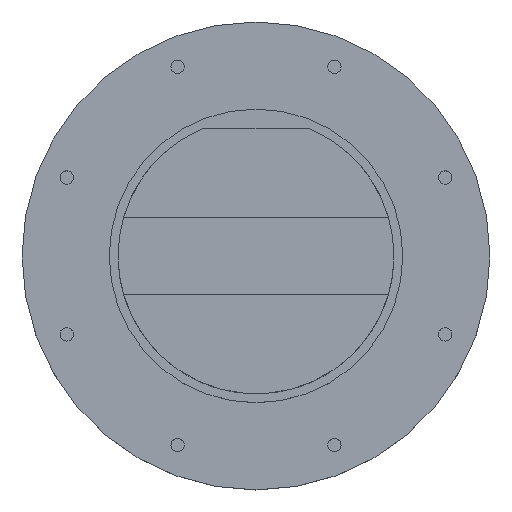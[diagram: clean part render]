
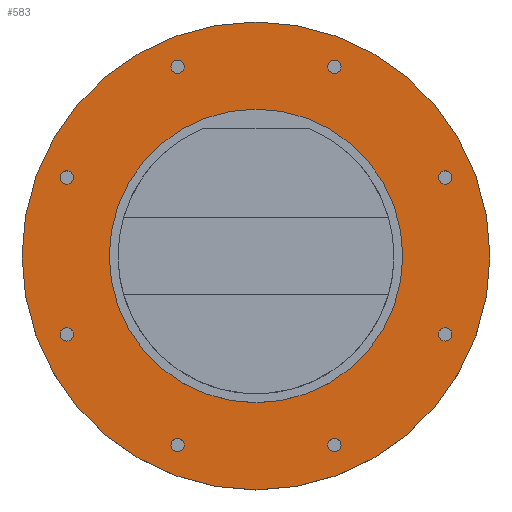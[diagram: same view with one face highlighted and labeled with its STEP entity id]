
A CAD part, top view. The second image highlights one B-rep face of the part: STEP entity #583.
In plain terms, the highlighted planar face has unit normal (0, 0, 1).
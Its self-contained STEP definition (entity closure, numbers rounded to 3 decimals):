
#32=FACE_BOUND('',#132,.T.);
#33=FACE_BOUND('',#133,.T.);
#34=FACE_BOUND('',#134,.T.);
#35=FACE_BOUND('',#135,.T.);
#36=FACE_BOUND('',#136,.T.);
#37=FACE_BOUND('',#137,.T.);
#38=FACE_BOUND('',#138,.T.);
#39=FACE_BOUND('',#139,.T.);
#40=FACE_BOUND('',#140,.T.);
#86=FACE_OUTER_BOUND('',#131,.T.);
#131=EDGE_LOOP('',(#473));
#132=EDGE_LOOP('',(#474));
#133=EDGE_LOOP('',(#475));
#134=EDGE_LOOP('',(#476));
#135=EDGE_LOOP('',(#477));
#136=EDGE_LOOP('',(#478));
#137=EDGE_LOOP('',(#479));
#138=EDGE_LOOP('',(#480));
#139=EDGE_LOOP('',(#481));
#140=EDGE_LOOP('',(#482));
#241=CIRCLE('',#646,191.);
#242=CIRCLE('',#649,8.75);
#244=CIRCLE('',#652,8.75);
#246=CIRCLE('',#655,8.75);
#248=CIRCLE('',#658,8.75);
#250=CIRCLE('',#661,8.75);
#252=CIRCLE('',#664,8.75);
#254=CIRCLE('',#667,8.75);
#256=CIRCLE('',#670,8.75);
#258=CIRCLE('',#673,304.5);
#289=VERTEX_POINT('',#962);
#290=VERTEX_POINT('',#967);
#292=VERTEX_POINT('',#973);
#294=VERTEX_POINT('',#979);
#296=VERTEX_POINT('',#985);
#298=VERTEX_POINT('',#991);
#300=VERTEX_POINT('',#997);
#302=VERTEX_POINT('',#1003);
#304=VERTEX_POINT('',#1009);
#306=VERTEX_POINT('',#1015);
#344=EDGE_CURVE('',#289,#289,#241,.T.);
#345=EDGE_CURVE('',#290,#290,#242,.T.);
#348=EDGE_CURVE('',#292,#292,#244,.T.);
#351=EDGE_CURVE('',#294,#294,#246,.T.);
#354=EDGE_CURVE('',#296,#296,#248,.T.);
#357=EDGE_CURVE('',#298,#298,#250,.T.);
#360=EDGE_CURVE('',#300,#300,#252,.T.);
#363=EDGE_CURVE('',#302,#302,#254,.T.);
#366=EDGE_CURVE('',#304,#304,#256,.T.);
#369=EDGE_CURVE('',#306,#306,#258,.T.);
#473=ORIENTED_EDGE('',*,*,#369,.T.);
#474=ORIENTED_EDGE('',*,*,#366,.T.);
#475=ORIENTED_EDGE('',*,*,#363,.T.);
#476=ORIENTED_EDGE('',*,*,#360,.T.);
#477=ORIENTED_EDGE('',*,*,#357,.T.);
#478=ORIENTED_EDGE('',*,*,#354,.T.);
#479=ORIENTED_EDGE('',*,*,#351,.T.);
#480=ORIENTED_EDGE('',*,*,#344,.T.);
#481=ORIENTED_EDGE('',*,*,#348,.T.);
#482=ORIENTED_EDGE('',*,*,#345,.T.);
#547=PLANE('',#675);
#583=ADVANCED_FACE('',(#86,#32,#33,#34,#35,#36,#37,#38,#39,#40),#547,.T.);
#646=AXIS2_PLACEMENT_3D('',#964,#762,#763);
#649=AXIS2_PLACEMENT_3D('',#968,#768,#769);
#652=AXIS2_PLACEMENT_3D('',#974,#775,#776);
#655=AXIS2_PLACEMENT_3D('',#980,#782,#783);
#658=AXIS2_PLACEMENT_3D('',#986,#789,#790);
#661=AXIS2_PLACEMENT_3D('',#992,#796,#797);
#664=AXIS2_PLACEMENT_3D('',#998,#803,#804);
#667=AXIS2_PLACEMENT_3D('',#1004,#810,#811);
#670=AXIS2_PLACEMENT_3D('',#1010,#817,#818);
#673=AXIS2_PLACEMENT_3D('',#1016,#824,#825);
#675=AXIS2_PLACEMENT_3D('',#1020,#829,#830);
#762=DIRECTION('center_axis',(0.,0.,-1.));
#763=DIRECTION('ref_axis',(1.,0.,0.));
#768=DIRECTION('center_axis',(0.,0.,-1.));
#769=DIRECTION('ref_axis',(1.,0.,0.));
#775=DIRECTION('center_axis',(0.,0.,-1.));
#776=DIRECTION('ref_axis',(1.,0.,0.));
#782=DIRECTION('center_axis',(0.,0.,-1.));
#783=DIRECTION('ref_axis',(1.,0.,0.));
#789=DIRECTION('center_axis',(0.,0.,-1.));
#790=DIRECTION('ref_axis',(1.,0.,0.));
#796=DIRECTION('center_axis',(0.,0.,-1.));
#797=DIRECTION('ref_axis',(1.,0.,0.));
#803=DIRECTION('center_axis',(0.,0.,-1.));
#804=DIRECTION('ref_axis',(1.,0.,0.));
#810=DIRECTION('center_axis',(0.,0.,-1.));
#811=DIRECTION('ref_axis',(1.,0.,0.));
#817=DIRECTION('center_axis',(0.,0.,-1.));
#818=DIRECTION('ref_axis',(1.,0.,0.));
#824=DIRECTION('center_axis',(0.,0.,1.));
#825=DIRECTION('ref_axis',(1.,0.,0.));
#829=DIRECTION('center_axis',(0.,0.,1.));
#830=DIRECTION('ref_axis',(1.,0.,0.));
#962=CARTESIAN_POINT('',(-191.,0.,50.));
#964=CARTESIAN_POINT('Origin',(0.,0.,50.));
#967=CARTESIAN_POINT('',(-110.735,246.214,50.));
#968=CARTESIAN_POINT('Origin',(-101.985,246.214,50.));
#973=CARTESIAN_POINT('',(93.235,-246.214,50.));
#974=CARTESIAN_POINT('Origin',(101.985,-246.214,50.));
#979=CARTESIAN_POINT('',(237.464,-101.985,50.));
#980=CARTESIAN_POINT('Origin',(246.214,-101.985,50.));
#985=CARTESIAN_POINT('',(237.464,101.985,50.));
#986=CARTESIAN_POINT('Origin',(246.214,101.985,50.));
#991=CARTESIAN_POINT('',(93.235,246.214,50.));
#992=CARTESIAN_POINT('Origin',(101.985,246.214,50.));
#997=CARTESIAN_POINT('',(-110.735,-246.214,50.));
#998=CARTESIAN_POINT('Origin',(-101.985,-246.214,50.));
#1003=CARTESIAN_POINT('',(-254.964,-101.985,50.));
#1004=CARTESIAN_POINT('Origin',(-246.214,-101.985,50.));
#1009=CARTESIAN_POINT('',(-254.964,101.985,50.));
#1010=CARTESIAN_POINT('Origin',(-246.214,101.985,50.));
#1015=CARTESIAN_POINT('',(-304.5,0.,50.));
#1016=CARTESIAN_POINT('Origin',(0.,0.,50.));
#1020=CARTESIAN_POINT('Origin',(0.,0.,50.));
